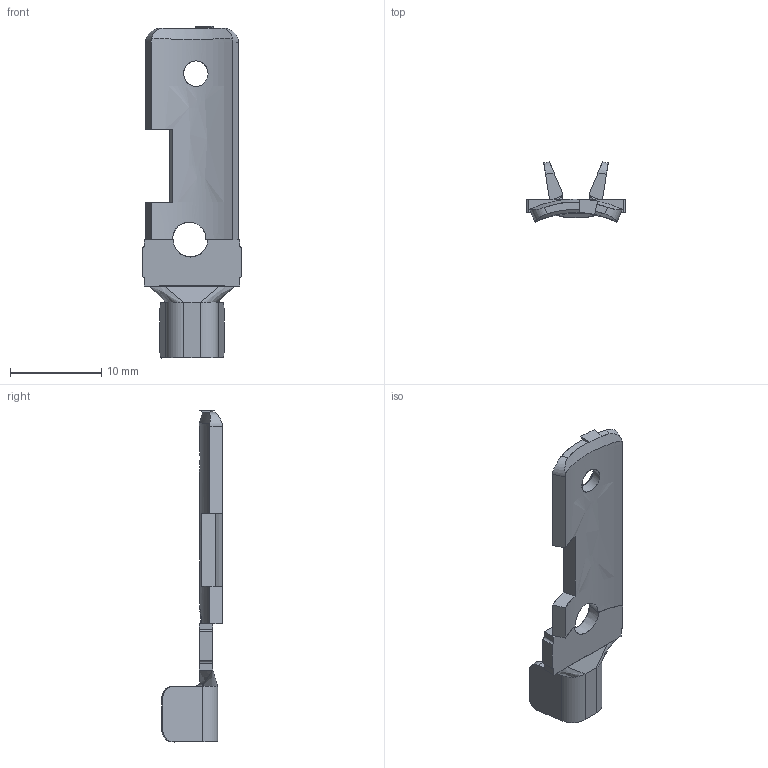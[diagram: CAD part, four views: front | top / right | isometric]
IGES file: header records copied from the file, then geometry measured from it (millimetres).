
Start section: SolidWorks IGES file using analytic representation for surfaces
Global section: file name: 82065.IGS; native system: SolidWorks 2014; preprocessor: SolidWorks 2014; author: sjohnson; date: 150212.150256; units: inch
Bounding box: 10.92 x 6.59 x 36.32 mm (x, y, z)
Surface area: 865.7 mm2 (no closed solid volume)
Topology: 0 solids, 0 shells, 182 faces, 1262 edges, 1258 vertices
Faces by surface type: bspline 125, revolution 57
